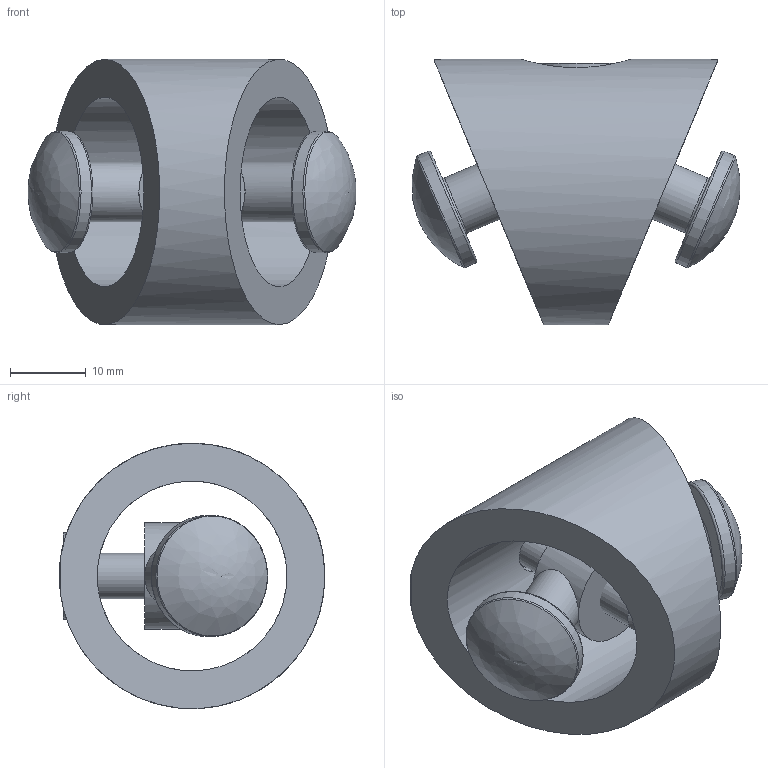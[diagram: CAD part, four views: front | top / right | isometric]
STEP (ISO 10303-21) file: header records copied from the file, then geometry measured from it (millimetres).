
FILE_DESCRIPTION( ( 'STEP AP203' ), '1' );
FILE_NAME( '099SV45.stp', '2021-11-22T12:40:31', ( 'License CC BY-ND 4.0' ), ( 'CADENAS' ), ' ', 'PARTsolutions', ' ' );
FILE_SCHEMA( ( 'CONFIG_CONTROL_DESIGN' ) );
Length unit declared in the file: millimetre
Products named in the file (4): 099SV45; _099SV45_part1; _099SV45_part2; _099SV45_part3
Assembly tree (3 placements, depth 2):
  099SV45
    _099SV45_part1
    _099SV45_part2
    _099SV45_part3
Bounding box: 43.22 x 34.99 x 34.99 mm (x, y, z)
Volume: 14879.6 mm3; surface area: 8174.2 mm2
Topology: 3 solids, 3 shells, 64 faces, 142 edges, 83 vertices
Faces by surface type: plane 30, cylinder 20, torus 7, cone 5, bspline 2
Full cylindrical faces by diameter (mm): 5 x1, 6 x1, 6.594 x1, 7.853 x2, 11.34 x1, 16.001 x2, 25 x1, 35 x1
Entity records: 2047 total; most frequent: CARTESIAN_POINT 658, DIRECTION 266, ORIENTED_EDGE 218, AXIS2_PLACEMENT_3D 114, EDGE_CURVE 109, EDGE_LOOP 94, FACE_OUTER_BOUND 81, VERTEX_POINT 78
